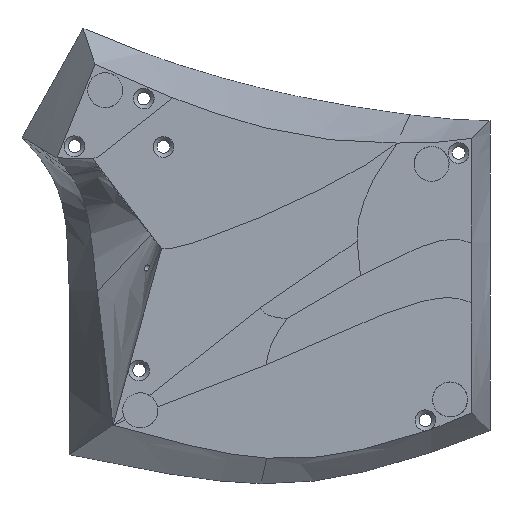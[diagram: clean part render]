
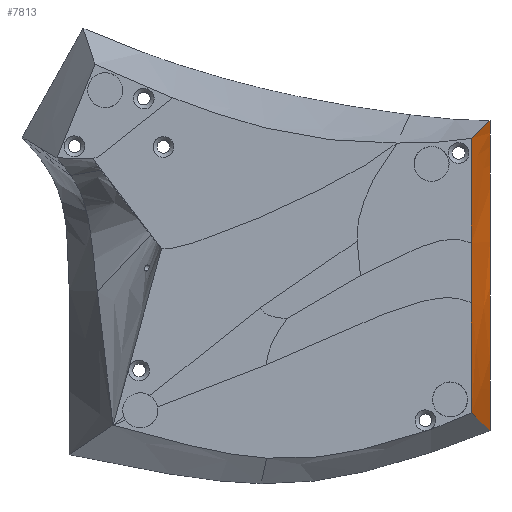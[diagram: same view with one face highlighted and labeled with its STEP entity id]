
A CAD part, front view. The second image highlights one B-rep face of the part: STEP entity #7813.
In plain terms, the highlighted free-form (B-spline) face has degree [3, 3] with [4, 6] control points.
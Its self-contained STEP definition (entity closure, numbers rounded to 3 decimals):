
#652=B_SPLINE_CURVE_WITH_KNOTS('',3,(#26076,#26077,#26078,#26079,#26080,
#26081),.UNSPECIFIED.,.F.,.F.,(4,1,1,4),(0.,0.223,0.446,
0.668),.UNSPECIFIED.);
#685=B_SPLINE_CURVE_WITH_KNOTS('',3,(#28058,#28059,#28060,#28061,#28062),
 .UNSPECIFIED.,.F.,.F.,(4,1,4),(0.334,0.446,0.668),
 .UNSPECIFIED.);
#687=B_SPLINE_CURVE_WITH_KNOTS('',3,(#28121,#28122,#28123,#28124),
 .UNSPECIFIED.,.F.,.F.,(4,4),(-0.223,0.),.UNSPECIFIED.);
#690=B_SPLINE_CURVE_WITH_KNOTS('',3,(#28250,#28251,#28252,#28253,#28254,
#28255,#28256),.UNSPECIFIED.,.F.,.F.,(4,1,1,1,4),(-0.223,-0.195,
-0.167,-0.111,0.),.UNSPECIFIED.);
#691=B_SPLINE_CURVE_WITH_KNOTS('',3,(#28258,#28259,#28260,#28261),
 .UNSPECIFIED.,.F.,.F.,(4,4),(0.223,0.334),
 .UNSPECIFIED.);
#692=B_SPLINE_CURVE_WITH_KNOTS('',3,(#28262,#28263,#28264,#28265),
 .UNSPECIFIED.,.F.,.F.,(4,4),(0.,0.223),.UNSPECIFIED.);
#1032=B_SPLINE_SURFACE_WITH_KNOTS('',3,3,((#28225,#28226,#28227,#28228,
#28229,#28230),(#28231,#28232,#28233,#28234,#28235,#28236),(#28237,#28238,
#28239,#28240,#28241,#28242),(#28243,#28244,#28245,#28246,#28247,#28248)),
 .UNSPECIFIED.,.F.,.F.,.F.,(4,4),(4,1,1,4),(0.,0.223),(0.,0.223,
0.446,0.668),.UNSPECIFIED.);
#1659=FACE_OUTER_BOUND('',#2175,.T.);
#2175=EDGE_LOOP('',(#7244,#7245,#7246,#7247,#7248,#7249));
#3827=VERTEX_POINT('',#26074);
#3828=VERTEX_POINT('',#26075);
#3845=VERTEX_POINT('',#28051);
#3846=VERTEX_POINT('',#28057);
#3848=VERTEX_POINT('',#28249);
#3849=VERTEX_POINT('',#28257);
#4951=EDGE_CURVE('',#3827,#3828,#652,.T.);
#4989=EDGE_CURVE('',#3845,#3846,#685,.T.);
#4991=EDGE_CURVE('',#3846,#3828,#687,.T.);
#4994=EDGE_CURVE('',#3848,#3827,#690,.T.);
#4995=EDGE_CURVE('',#3849,#3845,#691,.T.);
#4996=EDGE_CURVE('',#3848,#3849,#692,.T.);
#7244=ORIENTED_EDGE('',*,*,#4994,.T.);
#7245=ORIENTED_EDGE('',*,*,#4951,.T.);
#7246=ORIENTED_EDGE('',*,*,#4991,.F.);
#7247=ORIENTED_EDGE('',*,*,#4989,.F.);
#7248=ORIENTED_EDGE('',*,*,#4995,.F.);
#7249=ORIENTED_EDGE('',*,*,#4996,.F.);
#7813=ADVANCED_FACE('',(#1659),#1032,.F.);
#26074=CARTESIAN_POINT('',(128.108,27.483,-71.101));
#26075=CARTESIAN_POINT('',(128.108,15.483,26.266));
#26076=CARTESIAN_POINT('Ctrl Pts',(128.108,27.483,-71.101));
#26077=CARTESIAN_POINT('Ctrl Pts',(128.108,21.816,-59.018));
#26078=CARTESIAN_POINT('Ctrl Pts',(128.108,10.483,-34.852));
#26079=CARTESIAN_POINT('Ctrl Pts',(128.108,21.483,10.944));
#26080=CARTESIAN_POINT('Ctrl Pts',(128.108,17.483,21.159));
#26081=CARTESIAN_POINT('Ctrl Pts',(128.108,15.483,26.266));
#28051=CARTESIAN_POINT('',(122.288,0.,-12.182));
#28057=CARTESIAN_POINT('',(122.288,0.,20.712));
#28058=CARTESIAN_POINT('Ctrl Pts',(122.288,0.,-12.182));
#28059=CARTESIAN_POINT('Ctrl Pts',(122.288,0.,-6.124));
#28060=CARTESIAN_POINT('Ctrl Pts',(122.288,0.,10.723));
#28061=CARTESIAN_POINT('Ctrl Pts',(122.288,0.,16.716));
#28062=CARTESIAN_POINT('Ctrl Pts',(122.288,0.,20.712));
#28121=CARTESIAN_POINT('Ctrl Pts',(122.288,0.,20.712));
#28122=CARTESIAN_POINT('Ctrl Pts',(124.228,5.161,22.564));
#28123=CARTESIAN_POINT('Ctrl Pts',(126.168,10.322,24.415));
#28124=CARTESIAN_POINT('Ctrl Pts',(128.108,15.483,26.266));
#28225=CARTESIAN_POINT('Ctrl Pts',(128.108,27.483,-71.101));
#28226=CARTESIAN_POINT('Ctrl Pts',(128.108,21.816,-59.018));
#28227=CARTESIAN_POINT('Ctrl Pts',(128.108,10.483,-34.852));
#28228=CARTESIAN_POINT('Ctrl Pts',(128.108,21.483,10.944));
#28229=CARTESIAN_POINT('Ctrl Pts',(128.108,17.483,21.159));
#28230=CARTESIAN_POINT('Ctrl Pts',(128.108,15.483,26.266));
#28231=CARTESIAN_POINT('Ctrl Pts',(126.168,18.322,-69.218));
#28232=CARTESIAN_POINT('Ctrl Pts',(126.168,14.544,-57.468));
#28233=CARTESIAN_POINT('Ctrl Pts',(126.168,6.989,-33.969));
#28234=CARTESIAN_POINT('Ctrl Pts',(126.168,14.322,10.204));
#28235=CARTESIAN_POINT('Ctrl Pts',(126.168,11.655,19.678));
#28236=CARTESIAN_POINT('Ctrl Pts',(126.168,10.322,24.415));
#28237=CARTESIAN_POINT('Ctrl Pts',(124.228,9.161,-67.336));
#28238=CARTESIAN_POINT('Ctrl Pts',(124.228,7.272,-55.919));
#28239=CARTESIAN_POINT('Ctrl Pts',(124.228,3.494,-33.086));
#28240=CARTESIAN_POINT('Ctrl Pts',(124.228,7.161,9.464));
#28241=CARTESIAN_POINT('Ctrl Pts',(124.228,5.828,18.197));
#28242=CARTESIAN_POINT('Ctrl Pts',(124.228,5.161,22.564));
#28243=CARTESIAN_POINT('Ctrl Pts',(122.288,0.,-65.454));
#28244=CARTESIAN_POINT('Ctrl Pts',(122.288,0.,-54.37));
#28245=CARTESIAN_POINT('Ctrl Pts',(122.288,0.,-32.203));
#28246=CARTESIAN_POINT('Ctrl Pts',(122.288,0.,8.725));
#28247=CARTESIAN_POINT('Ctrl Pts',(122.288,0.,16.716));
#28248=CARTESIAN_POINT('Ctrl Pts',(122.288,0.,20.712));
#28249=CARTESIAN_POINT('',(122.288,0.,-65.454));
#28250=CARTESIAN_POINT('Ctrl Pts',(122.288,0.,-65.454));
#28251=CARTESIAN_POINT('Ctrl Pts',(122.531,1.145,-65.689));
#28252=CARTESIAN_POINT('Ctrl Pts',(123.016,3.435,-66.16));
#28253=CARTESIAN_POINT('Ctrl Pts',(123.986,8.016,-67.101));
#28254=CARTESIAN_POINT('Ctrl Pts',(125.683,16.032,-68.748));
#28255=CARTESIAN_POINT('Ctrl Pts',(127.138,22.903,-70.159));
#28256=CARTESIAN_POINT('Ctrl Pts',(128.108,27.483,-71.101));
#28257=CARTESIAN_POINT('',(122.288,0.,-30.924));
#28258=CARTESIAN_POINT('Ctrl Pts',(122.288,0.,-30.924));
#28259=CARTESIAN_POINT('Ctrl Pts',(122.288,0.,-24.742));
#28260=CARTESIAN_POINT('Ctrl Pts',(122.288,0.,-18.241));
#28261=CARTESIAN_POINT('Ctrl Pts',(122.288,0.,-12.182));
#28262=CARTESIAN_POINT('Ctrl Pts',(122.288,0.,-65.454));
#28263=CARTESIAN_POINT('Ctrl Pts',(122.288,0.,-54.37));
#28264=CARTESIAN_POINT('Ctrl Pts',(122.288,0.,-43.287));
#28265=CARTESIAN_POINT('Ctrl Pts',(122.288,0.,-30.924));
